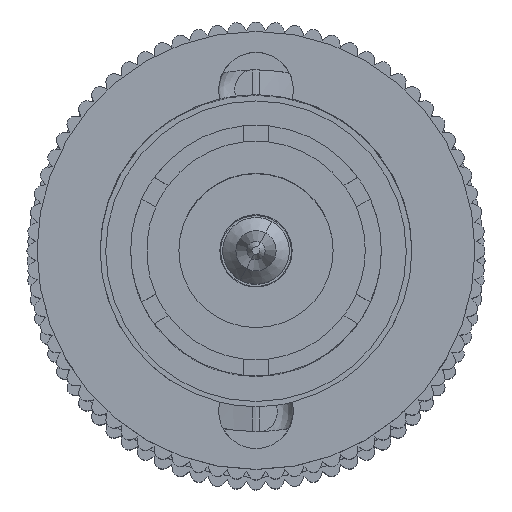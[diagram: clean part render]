
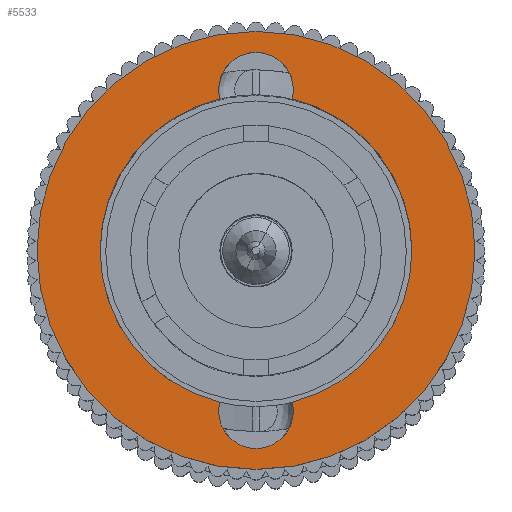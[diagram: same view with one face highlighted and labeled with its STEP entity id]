
A CAD part, top view. The second image highlights one B-rep face of the part: STEP entity #5533.
In plain terms, the highlighted planar face has unit normal (0, 0, 1).
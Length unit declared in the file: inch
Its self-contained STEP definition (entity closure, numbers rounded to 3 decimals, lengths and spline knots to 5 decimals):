
#105 = DIRECTION ( 'NONE',  ( 1., 0., 0. ) ) ;
#364 = EDGE_CURVE ( 'NONE', #3803, #8595, #9223, .T. ) ;
#366 = AXIS2_PLACEMENT_3D ( 'NONE', #14453, #376, #9728 ) ;
#376 = DIRECTION ( 'NONE',  ( 0., 0., 1. ) ) ;
#737 = CARTESIAN_POINT ( 'NONE',  ( 0., -0.2, 0. ) ) ;
#789 = AXIS2_PLACEMENT_3D ( 'NONE', #10662, #11900, #4812 ) ;
#913 = CARTESIAN_POINT ( 'NONE',  ( -0.194, 0., 0. ) ) ;
#955 = ORIENTED_EDGE ( 'NONE', *, *, #12232, .F. ) ;
#983 = CARTESIAN_POINT ( 'NONE',  ( 0.0465, -0.2, 0. ) ) ;
#1525 = CARTESIAN_POINT ( 'NONE',  ( -0.0465, -0.2, 0. ) ) ;
#1676 = EDGE_CURVE ( 'NONE', #10552, #5008, #8062, .T. ) ;
#2013 = EDGE_CURVE ( 'NONE', #11760, #14046, #8809, .T. ) ;
#2068 = CARTESIAN_POINT ( 'NONE',  ( -0.0465, 0.2, 0. ) ) ;
#2070 = CIRCLE ( 'NONE', #366, 0.194 ) ;
#2198 = CIRCLE ( 'NONE', #10193, 0.0465 ) ;
#2679 = AXIS2_PLACEMENT_3D ( 'NONE', #11742, #8228, #105 ) ;
#2791 = CIRCLE ( 'NONE', #12992, 0.2725 ) ;
#3224 = EDGE_CURVE ( 'NONE', #4233, #10629, #2791, .T. ) ;
#3277 = DIRECTION ( 'NONE',  ( 1., 0., 0. ) ) ;
#3327 = ORIENTED_EDGE ( 'NONE', *, *, #3224, .T. ) ;
#3803 = VERTEX_POINT ( 'NONE', #11258 ) ;
#3931 = DIRECTION ( 'NONE',  ( 1., 0., 0. ) ) ;
#3989 = CIRCLE ( 'NONE', #6662, 0.0465 ) ;
#4233 = VERTEX_POINT ( 'NONE', #13310 ) ;
#4279 = DIRECTION ( 'NONE',  ( 1., 0., 0. ) ) ;
#4287 = CARTESIAN_POINT ( 'NONE',  ( -0.0451, -0.18868, 0. ) ) ;
#4407 = CARTESIAN_POINT ( 'NONE',  ( 0., 0., 0. ) ) ;
#4481 = ORIENTED_EDGE ( 'NONE', *, *, #11087, .F. ) ;
#4557 = CARTESIAN_POINT ( 'NONE',  ( 0., -0.2, 0. ) ) ;
#4712 = CIRCLE ( 'NONE', #11277, 0.2725 ) ;
#4812 = DIRECTION ( 'NONE',  ( -1., 0., 0. ) ) ;
#5008 = VERTEX_POINT ( 'NONE', #13618 ) ;
#5364 = VERTEX_POINT ( 'NONE', #13756 ) ;
#5484 = DIRECTION ( 'NONE',  ( 0., 0., 1. ) ) ;
#5513 = CARTESIAN_POINT ( 'NONE',  ( 0., 0., 0. ) ) ;
#5533 = ADVANCED_FACE ( 'NONE', ( #7278, #10693 ), #9637, .T. ) ;
#5661 = DIRECTION ( 'NONE',  ( 0., 0., 1. ) ) ;
#5936 = VERTEX_POINT ( 'NONE', #4287 ) ;
#6093 = CARTESIAN_POINT ( 'NONE',  ( 0., 0., 0. ) ) ;
#6231 = CARTESIAN_POINT ( 'NONE',  ( 0., 0.2, 0. ) ) ;
#6662 = AXIS2_PLACEMENT_3D ( 'NONE', #737, #12319, #8795 ) ;
#6862 = EDGE_CURVE ( 'NONE', #14046, #3803, #3989, .T. ) ;
#6878 = ORIENTED_EDGE ( 'NONE', *, *, #14992, .F. ) ;
#6943 = ORIENTED_EDGE ( 'NONE', *, *, #2013, .F. ) ;
#7016 = CIRCLE ( 'NONE', #11889, 0.0465 ) ;
#7089 = DIRECTION ( 'NONE',  ( 1., 0., 0. ) ) ;
#7171 = DIRECTION ( 'NONE',  ( 0., 0., 1. ) ) ;
#7233 = DIRECTION ( 'NONE',  ( 0., 0., 1. ) ) ;
#7278 = FACE_BOUND ( 'NONE', #10360, .T. ) ;
#7427 = CARTESIAN_POINT ( 'NONE',  ( 0.2725, 0., 0. ) ) ;
#7482 = ORIENTED_EDGE ( 'NONE', *, *, #6862, .F. ) ;
#7521 = CIRCLE ( 'NONE', #10437, 0.194 ) ;
#7598 = CARTESIAN_POINT ( 'NONE',  ( 0.0451, 0.18868, 0. ) ) ;
#7776 = ORIENTED_EDGE ( 'NONE', *, *, #11788, .F. ) ;
#7989 = ORIENTED_EDGE ( 'NONE', *, *, #13321, .F. ) ;
#7994 = EDGE_CURVE ( 'NONE', #8595, #10552, #2070, .T. ) ;
#8062 = CIRCLE ( 'NONE', #789, 0.0465 ) ;
#8228 = DIRECTION ( 'NONE',  ( 0., 0., 1. ) ) ;
#8595 = VERTEX_POINT ( 'NONE', #13369 ) ;
#8795 = DIRECTION ( 'NONE',  ( 1., 0., 0. ) ) ;
#8809 = CIRCLE ( 'NONE', #12467, 0.0465 ) ;
#9204 = DIRECTION ( 'NONE',  ( 0., 0., 1. ) ) ;
#9223 = CIRCLE ( 'NONE', #2679, 0.194 ) ;
#9228 = CARTESIAN_POINT ( 'NONE',  ( 0., -0.2, 0. ) ) ;
#9406 = EDGE_LOOP ( 'NONE', ( #11481, #3327 ) ) ;
#9460 = VERTEX_POINT ( 'NONE', #2068 ) ;
#9484 = AXIS2_PLACEMENT_3D ( 'NONE', #9228, #10362, #14724 ) ;
#9637 = PLANE ( 'NONE',  #10491 ) ;
#9728 = DIRECTION ( 'NONE',  ( 1., 0., 0. ) ) ;
#9793 = DIRECTION ( 'NONE',  ( -1., 0., 0. ) ) ;
#9849 = DIRECTION ( 'NONE',  ( -1., 0., 0. ) ) ;
#10193 = AXIS2_PLACEMENT_3D ( 'NONE', #6231, #14447, #9793 ) ;
#10196 = CIRCLE ( 'NONE', #9484, 0.0465 ) ;
#10360 = EDGE_LOOP ( 'NONE', ( #6878, #7989, #4481, #10560, #11397, #12702, #7482, #6943, #955, #7776 ) ) ;
#10362 = DIRECTION ( 'NONE',  ( 0., 0., 1. ) ) ;
#10437 = AXIS2_PLACEMENT_3D ( 'NONE', #12183, #7233, #10941 ) ;
#10491 = AXIS2_PLACEMENT_3D ( 'NONE', #14052, #14278, #3931 ) ;
#10552 = VERTEX_POINT ( 'NONE', #7598 ) ;
#10560 = ORIENTED_EDGE ( 'NONE', *, *, #1676, .F. ) ;
#10629 = VERTEX_POINT ( 'NONE', #7427 ) ;
#10662 = CARTESIAN_POINT ( 'NONE',  ( 0., 0.2, 0. ) ) ;
#10693 = FACE_OUTER_BOUND ( 'NONE', #9406, .T. ) ;
#10941 = DIRECTION ( 'NONE',  ( 1., 0., 0. ) ) ;
#10976 = DIRECTION ( 'NONE',  ( 0., 0., 1. ) ) ;
#11087 = EDGE_CURVE ( 'NONE', #5008, #9460, #7016, .T. ) ;
#11258 = CARTESIAN_POINT ( 'NONE',  ( 0.0451, -0.18868, 0. ) ) ;
#11277 = AXIS2_PLACEMENT_3D ( 'NONE', #5513, #5661, #11367 ) ;
#11367 = DIRECTION ( 'NONE',  ( 1., 0., 0. ) ) ;
#11397 = ORIENTED_EDGE ( 'NONE', *, *, #7994, .F. ) ;
#11481 = ORIENTED_EDGE ( 'NONE', *, *, #14374, .T. ) ;
#11742 = CARTESIAN_POINT ( 'NONE',  ( 0., 0., 0. ) ) ;
#11760 = VERTEX_POINT ( 'NONE', #1525 ) ;
#11788 = EDGE_CURVE ( 'NONE', #12949, #5936, #7521, .T. ) ;
#11889 = AXIS2_PLACEMENT_3D ( 'NONE', #13428, #10976, #9849 ) ;
#11900 = DIRECTION ( 'NONE',  ( 0., 0., 1. ) ) ;
#12183 = CARTESIAN_POINT ( 'NONE',  ( 0., 0., 0. ) ) ;
#12232 = EDGE_CURVE ( 'NONE', #5936, #11760, #10196, .T. ) ;
#12319 = DIRECTION ( 'NONE',  ( 0., 0., 1. ) ) ;
#12467 = AXIS2_PLACEMENT_3D ( 'NONE', #4557, #9204, #4279 ) ;
#12702 = ORIENTED_EDGE ( 'NONE', *, *, #364, .F. ) ;
#12765 = CIRCLE ( 'NONE', #14704, 0.194 ) ;
#12949 = VERTEX_POINT ( 'NONE', #913 ) ;
#12992 = AXIS2_PLACEMENT_3D ( 'NONE', #6093, #7171, #7089 ) ;
#13310 = CARTESIAN_POINT ( 'NONE',  ( -0.2725, 0., 0. ) ) ;
#13321 = EDGE_CURVE ( 'NONE', #9460, #5364, #2198, .T. ) ;
#13369 = CARTESIAN_POINT ( 'NONE',  ( 0.194, 0., 0. ) ) ;
#13428 = CARTESIAN_POINT ( 'NONE',  ( 0., 0.2, 0. ) ) ;
#13618 = CARTESIAN_POINT ( 'NONE',  ( 0.0465, 0.2, 0. ) ) ;
#13756 = CARTESIAN_POINT ( 'NONE',  ( -0.0451, 0.18868, 0. ) ) ;
#14046 = VERTEX_POINT ( 'NONE', #983 ) ;
#14052 = CARTESIAN_POINT ( 'NONE',  ( 0.2725, 0., 0. ) ) ;
#14278 = DIRECTION ( 'NONE',  ( 0., 0., 1. ) ) ;
#14374 = EDGE_CURVE ( 'NONE', #10629, #4233, #4712, .T. ) ;
#14447 = DIRECTION ( 'NONE',  ( 0., 0., 1. ) ) ;
#14453 = CARTESIAN_POINT ( 'NONE',  ( 0., 0., 0. ) ) ;
#14704 = AXIS2_PLACEMENT_3D ( 'NONE', #4407, #5484, #3277 ) ;
#14724 = DIRECTION ( 'NONE',  ( 1., 0., 0. ) ) ;
#14992 = EDGE_CURVE ( 'NONE', #5364, #12949, #12765, .T. ) ;
